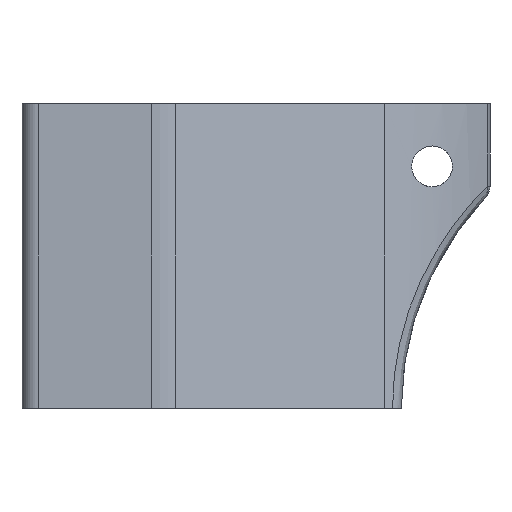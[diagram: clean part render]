
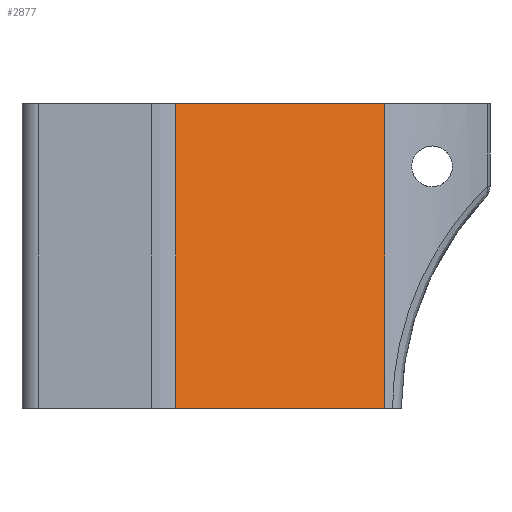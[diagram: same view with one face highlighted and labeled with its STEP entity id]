
A CAD part, front view. The second image highlights one B-rep face of the part: STEP entity #2877.
In plain terms, the highlighted planar face has unit normal (0.432, -0.902, 0).
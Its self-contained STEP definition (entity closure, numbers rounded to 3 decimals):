
#431 = EDGE_LOOP ( 'NONE', ( #4264, #3067, #8036, #3565 ) ) ;
#507 = VECTOR ( 'NONE', #6839, 1000. ) ;
#835 = VECTOR ( 'NONE', #4519, 1000. ) ;
#1254 = CARTESIAN_POINT ( 'NONE',  ( 215.395, -23.922, -46.386 ) ) ;
#1582 = EDGE_CURVE ( 'NONE', #3454, #4545, #6578, .T. ) ;
#1966 = DIRECTION ( 'NONE',  ( 0., 0., 1. ) ) ;
#2389 = CARTESIAN_POINT ( 'NONE',  ( 215.395, -23.922, -46.386 ) ) ;
#2671 = LINE ( 'NONE', #6909, #5004 ) ;
#2841 = DIRECTION ( 'NONE',  ( 0.902, 0.432, 0. ) ) ;
#2877 = ADVANCED_FACE ( 'NONE', ( #8256 ), #8099, .T. ) ;
#3067 = ORIENTED_EDGE ( 'NONE', *, *, #3441, .T. ) ;
#3333 = CARTESIAN_POINT ( 'NONE',  ( 215.395, -23.922, 37.41 ) ) ;
#3441 = EDGE_CURVE ( 'NONE', #3849, #5643, #6982, .T. ) ;
#3454 = VERTEX_POINT ( 'NONE', #5769 ) ;
#3465 = LINE ( 'NONE', #3333, #507 ) ;
#3565 = ORIENTED_EDGE ( 'NONE', *, *, #1582, .F. ) ;
#3849 = VERTEX_POINT ( 'NONE', #8240 ) ;
#4019 = VECTOR ( 'NONE', #1966, 1000. ) ;
#4100 = EDGE_CURVE ( 'NONE', #5643, #4545, #3465, .T. ) ;
#4264 = ORIENTED_EDGE ( 'NONE', *, *, #7798, .T. ) ;
#4519 = DIRECTION ( 'NONE',  ( 0., 0., 1. ) ) ;
#4545 = VERTEX_POINT ( 'NONE', #6742 ) ;
#5004 = VECTOR ( 'NONE', #2841, 1000. ) ;
#5643 = VERTEX_POINT ( 'NONE', #5962 ) ;
#5769 = CARTESIAN_POINT ( 'NONE',  ( 189.733, -36.219, 0.01 ) ) ;
#5962 = CARTESIAN_POINT ( 'NONE',  ( 215.395, -23.922, 37.41 ) ) ;
#6084 = DIRECTION ( 'NONE',  ( 0.432, -0.902, 0. ) ) ;
#6204 = DIRECTION ( 'NONE',  ( -0.902, -0.432, 0. ) ) ;
#6578 = LINE ( 'NONE', #8016, #4019 ) ;
#6742 = CARTESIAN_POINT ( 'NONE',  ( 189.733, -36.219, 37.41 ) ) ;
#6839 = DIRECTION ( 'NONE',  ( -0.902, -0.432, 0. ) ) ;
#6909 = CARTESIAN_POINT ( 'NONE',  ( 215.395, -23.922, 0.01 ) ) ;
#6982 = LINE ( 'NONE', #2389, #835 ) ;
#7798 = EDGE_CURVE ( 'NONE', #3454, #3849, #2671, .T. ) ;
#8016 = CARTESIAN_POINT ( 'NONE',  ( 189.733, -36.219, -46.386 ) ) ;
#8036 = ORIENTED_EDGE ( 'NONE', *, *, #4100, .T. ) ;
#8099 = PLANE ( 'NONE',  #8774 ) ;
#8240 = CARTESIAN_POINT ( 'NONE',  ( 215.395, -23.922, 0.01 ) ) ;
#8256 = FACE_OUTER_BOUND ( 'NONE', #431, .T. ) ;
#8774 = AXIS2_PLACEMENT_3D ( 'NONE', #1254, #6084, #6204 ) ;
